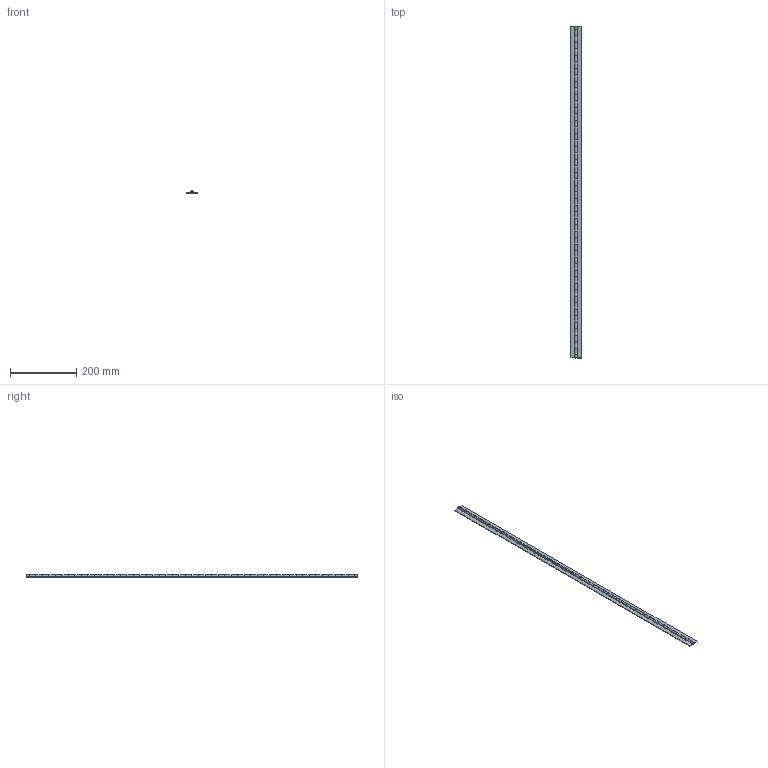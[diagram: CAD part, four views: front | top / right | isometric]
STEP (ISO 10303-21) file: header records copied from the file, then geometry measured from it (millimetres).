
FILE_DESCRIPTION (( 'STEP AP214' ), '1' );
FILE_NAME ('TH_76_1.STEP', '2015-05-22T01:11:39', ( '' ), ( '' ), 'SwSTEP 2.0', 'SolidWorks 2015', '' );
FILE_SCHEMA (( 'AUTOMOTIVE_DESIGN' ));
Length unit declared in the file: millimetre
Products named in the file (4): shaft; hinge piece_A; hinge piece_B; TH_76_1
Assembly tree (3 placements, depth 2):
  TH_76_1
    hinge piece_B
    hinge piece_A
    shaft
Bounding box: 32 x 1000 x 6.7 mm (x, y, z)
Volume: 75748.9 mm3; surface area: 103035 mm2
Topology: 3 solids, 3 shells, 324 faces, 954 edges, 636 vertices
Faces by surface type: plane 218, cylinder 106
Entity records: 10924 total; most frequent: CARTESIAN_POINT 1920, ORIENTED_EDGE 1908, DIRECTION 1826, EDGE_CURVE 954, VECTOR 742, LINE 742, VERTEX_POINT 636, AXIS2_PLACEMENT_3D 542
